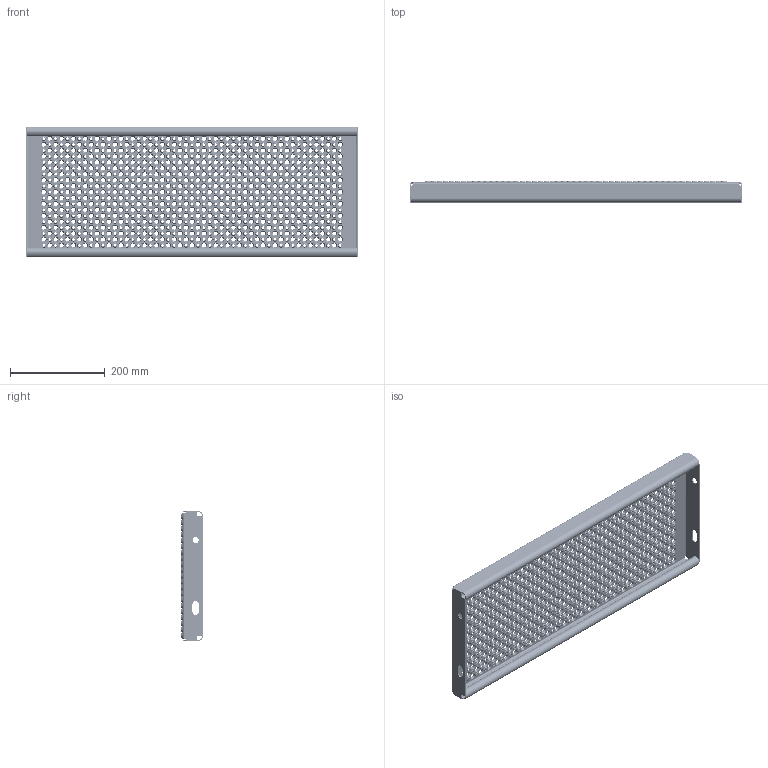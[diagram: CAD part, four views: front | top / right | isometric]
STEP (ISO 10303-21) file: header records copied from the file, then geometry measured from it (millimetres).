
FILE_DESCRIPTION (( 'STEP AP203' ), '1' );
FILE_NAME ('00000_ACHILTRIN_275x700x45_M_OPTRÆK.STEP', '2011-08-10T11:52:20', ( 'JKJ' ), ( '' ), 'SwSTEP 2.0', 'SolidWorks 2011', '' );
FILE_SCHEMA (( 'CONFIG_CONTROL_DESIGN' ));
Products named in the file (1): 00000_ACHILTRIN_275x700x45_M_OPTRÆK
Bounding box: 700 x 45 x 275 mm (x, y, z)
Volume: 643116.8 mm3; surface area: 680006.4 mm2
Topology: 1 solids, 1 shells, 7579 faces, 17336 edges, 10830 vertices
Faces by surface type: cone 4284, cylinder 2178, plane 1109, bspline 8
Entity records: 221441 total; most frequent: DIRECTION 43214, CARTESIAN_POINT 36338, ORIENTED_EDGE 34672, AXIS2_PLACEMENT_3D 18338, EDGE_CURVE 17336, VERTEX_POINT 10830, EDGE_LOOP 10800, CIRCLE 10766
